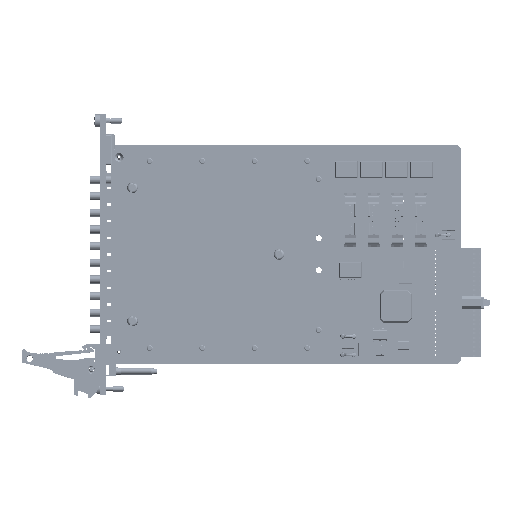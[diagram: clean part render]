
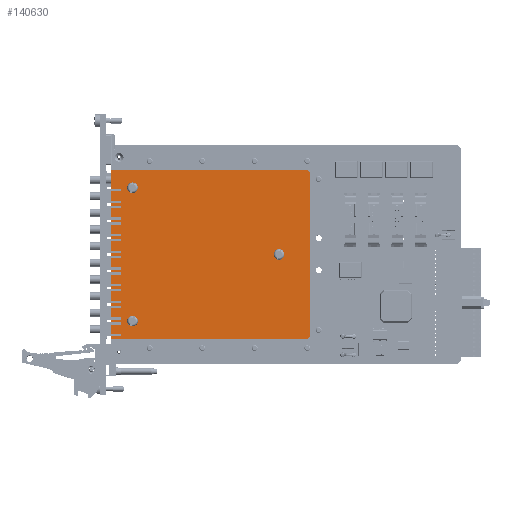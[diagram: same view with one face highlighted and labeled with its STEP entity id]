
A CAD part, top view. The second image highlights one B-rep face of the part: STEP entity #140630.
In plain terms, the highlighted planar face has unit normal (0, 0, 1).
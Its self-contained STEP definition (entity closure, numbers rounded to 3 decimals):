
#9710 = AXIS2_PLACEMENT_3D ( 'NONE', #129332, #129335, #129337 ) ;
#9723 = AXIS2_PLACEMENT_3D ( 'NONE', #129413, #129416, #129418 ) ;
#9738 = AXIS2_PLACEMENT_3D ( 'NONE', #129566, #129569, #129573 ) ;
#9740 = AXIS2_PLACEMENT_3D ( 'NONE', #129581, #129585, #129586 ) ;
#9743 = AXIS2_PLACEMENT_3D ( 'NONE', #129603, #129605, #129608 ) ;
#37210 = FACE_OUTER_BOUND ( 'NONE', #149062, .T. ) ;
#37215 = FACE_BOUND ( 'NONE', #149040, .T. ) ;
#37226 = FACE_BOUND ( 'NONE', #149061, .T. ) ;
#37231 = FACE_BOUND ( 'NONE', #149091, .T. ) ;
#55421 = CARTESIAN_POINT ( 'NONE',  ( 8.038, 47.172, 1.487 ) ) ;
#58625 = VERTEX_POINT ( 'NONE', #55421 ) ;
#59466 = VERTEX_POINT ( 'NONE', #63047 ) ;
#59640 = VERTEX_POINT ( 'NONE', #63526 ) ;
#59720 = VERTEX_POINT ( 'NONE', #63634 ) ;
#60403 = VERTEX_POINT ( 'NONE', #64498 ) ;
#60504 = VERTEX_POINT ( 'NONE', #64625 ) ;
#63047 = CARTESIAN_POINT ( 'NONE',  ( -83.162, 49.072, 1.487 ) ) ;
#63526 = CARTESIAN_POINT ( 'NONE',  ( 6.138, 49.072, 1.487 ) ) ;
#63634 = CARTESIAN_POINT ( 'NONE',  ( -83.162, -28.328, 1.487 ) ) ;
#64498 = CARTESIAN_POINT ( 'NONE',  ( 6.138, -28.328, 1.487 ) ) ;
#64625 = CARTESIAN_POINT ( 'NONE',  ( 8.038, -26.428, 1.487 ) ) ;
#69869 = CARTESIAN_POINT ( 'NONE',  ( -71.412, 40.861, 1.487 ) ) ;
#69872 = CARTESIAN_POINT ( 'NONE',  ( -71.412, -20.098, 1.487 ) ) ;
#69875 = CARTESIAN_POINT ( 'NONE',  ( -4.412, 10.372, 1.487 ) ) ;
#79012 = AXIS2_PLACEMENT_3D ( 'NONE', #177914, #177916, #177917 ) ;
#91403 = CIRCLE ( 'NONE', #9710, 1.9 ) ;
#91448 = LINE ( 'NONE', #129340, #91468 ) ;
#91468 = VECTOR ( 'NONE', #129354, 1000. ) ;
#91508 = CIRCLE ( 'NONE', #9723, 1.9 ) ;
#91533 = LINE ( 'NONE', #129426, #91541 ) ;
#91541 = VECTOR ( 'NONE', #129422, 1000. ) ;
#91580 = LINE ( 'NONE', #129491, #91608 ) ;
#91604 = LINE ( 'NONE', #129504, #91616 ) ;
#91608 = VECTOR ( 'NONE', #129487, 1000. ) ;
#91616 = VECTOR ( 'NONE', #129499, 1000. ) ;
#91624 = CIRCLE ( 'NONE', #9738, 1.75 ) ;
#91652 = CIRCLE ( 'NONE', #9740, 1.75 ) ;
#91656 = CIRCLE ( 'NONE', #9743, 1.75 ) ;
#99077 = ORIENTED_EDGE ( 'NONE', *, *, #158960, .T. ) ;
#99108 = ORIENTED_EDGE ( 'NONE', *, *, #158946, .T. ) ;
#99127 = ORIENTED_EDGE ( 'NONE', *, *, #158939, .T. ) ;
#99158 = ORIENTED_EDGE ( 'NONE', *, *, #158893, .F. ) ;
#99177 = ORIENTED_EDGE ( 'NONE', *, *, #158885, .F. ) ;
#99202 = ORIENTED_EDGE ( 'NONE', *, *, #158722, .F. ) ;
#99231 = ORIENTED_EDGE ( 'NONE', *, *, #158742, .F. ) ;
#99248 = ORIENTED_EDGE ( 'NONE', *, *, #158803, .F. ) ;
#99266 = ORIENTED_EDGE ( 'NONE', *, *, #158824, .F. ) ;
#129332 = CARTESIAN_POINT ( 'NONE',  ( 6.138, 47.172, 1.487 ) ) ;
#129335 = DIRECTION ( 'NONE',  ( 0., 0., -1. ) ) ;
#129337 = DIRECTION ( 'NONE',  ( -1., 0., 0. ) ) ;
#129340 = CARTESIAN_POINT ( 'NONE',  ( 8.038, -26.428, 1.487 ) ) ;
#129354 = DIRECTION ( 'NONE',  ( 0., -1., 0. ) ) ;
#129413 = CARTESIAN_POINT ( 'NONE',  ( 6.138, -26.428, 1.487 ) ) ;
#129416 = DIRECTION ( 'NONE',  ( 0., 0., -1. ) ) ;
#129418 = DIRECTION ( 'NONE',  ( -1., 0., 0. ) ) ;
#129422 = DIRECTION ( 'NONE',  ( -1., 0., 0. ) ) ;
#129426 = CARTESIAN_POINT ( 'NONE',  ( -83.162, -28.328, 1.487 ) ) ;
#129487 = DIRECTION ( 'NONE',  ( 1., 0., 0. ) ) ;
#129491 = CARTESIAN_POINT ( 'NONE',  ( 6.138, 49.072, 1.487 ) ) ;
#129499 = DIRECTION ( 'NONE',  ( 0., 1., 0. ) ) ;
#129504 = CARTESIAN_POINT ( 'NONE',  ( -83.162, 51.072, 1.487 ) ) ;
#129566 = CARTESIAN_POINT ( 'NONE',  ( -73.162, 40.861, 1.487 ) ) ;
#129569 = DIRECTION ( 'NONE',  ( 0., 0., -1. ) ) ;
#129573 = DIRECTION ( 'NONE',  ( 1., 0., 0. ) ) ;
#129581 = CARTESIAN_POINT ( 'NONE',  ( -73.162, -20.098, 1.487 ) ) ;
#129585 = DIRECTION ( 'NONE',  ( 0., 0., -1. ) ) ;
#129586 = DIRECTION ( 'NONE',  ( 1., 0., 0. ) ) ;
#129603 = CARTESIAN_POINT ( 'NONE',  ( -6.162, 10.372, 1.487 ) ) ;
#129605 = DIRECTION ( 'NONE',  ( 0., 0., -1. ) ) ;
#129608 = DIRECTION ( 'NONE',  ( 1., 0., 0. ) ) ;
#140630 = ADVANCED_FACE ( 'NONE', ( #37210, #37231, #37215, #37226 ), #177898, .T. ) ;
#149040 = EDGE_LOOP ( 'NONE', ( #99108 ) ) ;
#149061 = EDGE_LOOP ( 'NONE', ( #99077 ) ) ;
#149062 = EDGE_LOOP ( 'NONE', ( #99266, #99248, #99231, #99202, #99177, #99158 ) ) ;
#149091 = EDGE_LOOP ( 'NONE', ( #99127 ) ) ;
#158722 = EDGE_CURVE ( 'NONE', #59640, #58625, #91403, .T. ) ;
#158742 = EDGE_CURVE ( 'NONE', #58625, #60504, #91448, .T. ) ;
#158803 = EDGE_CURVE ( 'NONE', #60504, #60403, #91508, .T. ) ;
#158824 = EDGE_CURVE ( 'NONE', #60403, #59720, #91533, .T. ) ;
#158885 = EDGE_CURVE ( 'NONE', #59466, #59640, #91580, .T. ) ;
#158893 = EDGE_CURVE ( 'NONE', #59720, #59466, #91604, .T. ) ;
#158939 = EDGE_CURVE ( 'NONE', #165801, #165801, #91624, .T. ) ;
#158946 = EDGE_CURVE ( 'NONE', #165803, #165803, #91652, .T. ) ;
#158960 = EDGE_CURVE ( 'NONE', #165804, #165804, #91656, .T. ) ;
#165801 = VERTEX_POINT ( 'NONE', #69869 ) ;
#165803 = VERTEX_POINT ( 'NONE', #69872 ) ;
#165804 = VERTEX_POINT ( 'NONE', #69875 ) ;
#177898 = PLANE ( 'NONE',  #79012 ) ;
#177914 = CARTESIAN_POINT ( 'NONE',  ( 8.138, -28.428, 1.487 ) ) ;
#177916 = DIRECTION ( 'NONE',  ( 0., 0., 1. ) ) ;
#177917 = DIRECTION ( 'NONE',  ( -1., 0., 0. ) ) ;
